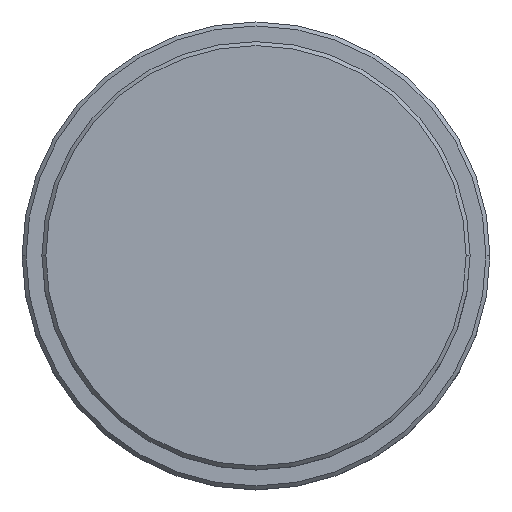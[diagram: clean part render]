
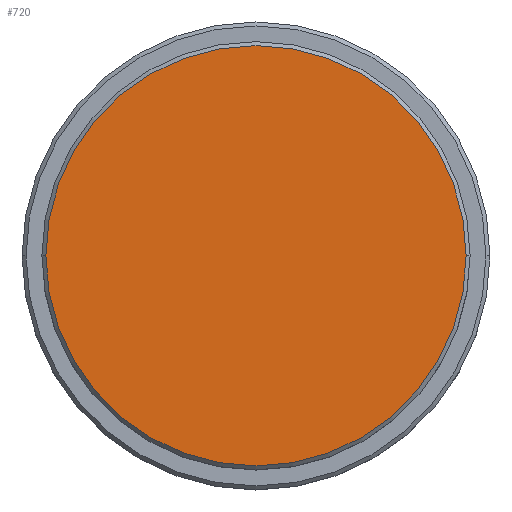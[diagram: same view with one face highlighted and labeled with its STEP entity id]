
A CAD part, top view. The second image highlights one B-rep face of the part: STEP entity #720.
In plain terms, the highlighted planar face has unit normal (0, 0, 1).
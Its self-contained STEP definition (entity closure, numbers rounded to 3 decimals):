
#138 = EDGE_CURVE ( 'NONE', #1353, #886, #1274, .T. ) ;
#164 = DIRECTION ( 'NONE',  ( 1., 0., 0. ) ) ;
#222 = CARTESIAN_POINT ( 'NONE',  ( 26.5, 0., 0. ) ) ;
#271 = CARTESIAN_POINT ( 'NONE',  ( 0., 0., 0. ) ) ;
#277 = DIRECTION ( 'NONE',  ( 0., 0., 1. ) ) ;
#291 = DIRECTION ( 'NONE',  ( 0., 0., 1. ) ) ;
#376 = DIRECTION ( 'NONE',  ( 0., 0., 1. ) ) ;
#433 = AXIS2_PLACEMENT_3D ( 'NONE', #1051, #291, #164 ) ;
#485 = EDGE_LOOP ( 'NONE', ( #1216, #712 ) ) ;
#508 = PLANE ( 'NONE',  #655 ) ;
#655 = AXIS2_PLACEMENT_3D ( 'NONE', #271, #277, #811 ) ;
#675 = DIRECTION ( 'NONE',  ( 1., 0., 0. ) ) ;
#712 = ORIENTED_EDGE ( 'NONE', *, *, #138, .T. ) ;
#720 = ADVANCED_FACE ( 'NONE', ( #1146 ), #508, .T. ) ;
#758 = CARTESIAN_POINT ( 'NONE',  ( -26.5, 0., 0. ) ) ;
#763 = EDGE_CURVE ( 'NONE', #886, #1353, #1228, .T. ) ;
#811 = DIRECTION ( 'NONE',  ( 1., 0., 0. ) ) ;
#886 = VERTEX_POINT ( 'NONE', #758 ) ;
#1051 = CARTESIAN_POINT ( 'NONE',  ( 0., 0., 0. ) ) ;
#1146 = FACE_OUTER_BOUND ( 'NONE', #485, .T. ) ;
#1216 = ORIENTED_EDGE ( 'NONE', *, *, #763, .T. ) ;
#1228 = CIRCLE ( 'NONE', #433, 26.5 ) ;
#1274 = CIRCLE ( 'NONE', #1390, 26.5 ) ;
#1353 = VERTEX_POINT ( 'NONE', #222 ) ;
#1356 = CARTESIAN_POINT ( 'NONE',  ( 0., 0., 0. ) ) ;
#1390 = AXIS2_PLACEMENT_3D ( 'NONE', #1356, #376, #675 ) ;
